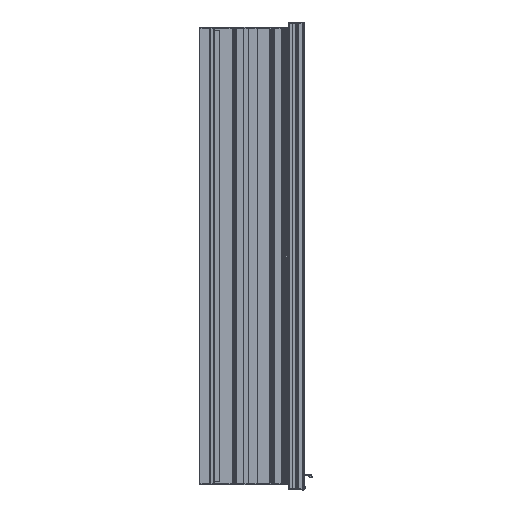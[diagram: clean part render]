
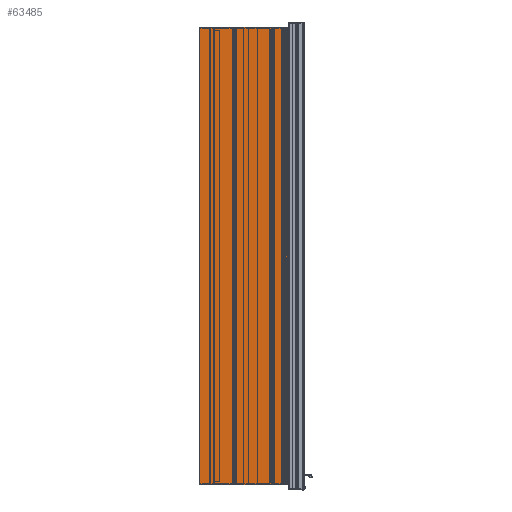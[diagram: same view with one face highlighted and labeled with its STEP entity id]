
A CAD part, left-side view. The second image highlights one B-rep face of the part: STEP entity #63485.
In plain terms, the highlighted planar face has unit normal (-1, 0, 0).
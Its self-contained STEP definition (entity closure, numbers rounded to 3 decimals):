
#4698=FACE_OUTER_BOUND('',#8252,.T.);
#8252=EDGE_LOOP('',(#46399,#46400,#46401,#46402));
#12586=LINE('',#98004,#18825);
#12775=LINE('',#98663,#19014);
#12776=LINE('',#98666,#19015);
#12777=LINE('',#98667,#19016);
#18825=VECTOR('',#77829,141.5);
#19014=VECTOR('',#78448,733.);
#19015=VECTOR('',#78451,141.5);
#19016=VECTOR('',#78452,733.);
#26955=VERTEX_POINT('',#98001);
#26956=VERTEX_POINT('',#98003);
#27211=VERTEX_POINT('',#98661);
#27212=VERTEX_POINT('',#98665);
#34045=EDGE_CURVE('',#26955,#26956,#12586,.T.);
#34375=EDGE_CURVE('',#26955,#27211,#12775,.T.);
#34376=EDGE_CURVE('',#27211,#27212,#12776,.T.);
#34377=EDGE_CURVE('',#26956,#27212,#12777,.T.);
#46399=ORIENTED_EDGE('',*,*,#34045,.F.);
#46400=ORIENTED_EDGE('',*,*,#34375,.T.);
#46401=ORIENTED_EDGE('',*,*,#34376,.T.);
#46402=ORIENTED_EDGE('',*,*,#34377,.F.);
#61371=PLANE('',#68076);
#63485=ADVANCED_FACE('',(#4698),#61371,.F.);
#68076=AXIS2_PLACEMENT_3D('',#98664,#78449,#78450);
#77829=DIRECTION('',(0.,1.,0.));
#78448=DIRECTION('',(0.,0.,1.));
#78449=DIRECTION('center_axis',(1.,0.,0.));
#78450=DIRECTION('ref_axis',(0.,1.,0.));
#78451=DIRECTION('',(0.,1.,0.));
#78452=DIRECTION('',(0.,0.,1.));
#98001=CARTESIAN_POINT('',(8.5,25.7,8.5));
#98003=CARTESIAN_POINT('',(8.5,167.2,8.5));
#98004=CARTESIAN_POINT('',(8.5,54.725,8.5));
#98661=CARTESIAN_POINT('',(8.5,25.7,741.5));
#98663=CARTESIAN_POINT('',(8.5,25.7,0.));
#98664=CARTESIAN_POINT('Origin',(8.5,25.7,0.));
#98665=CARTESIAN_POINT('',(8.5,167.2,741.5));
#98666=CARTESIAN_POINT('',(8.5,54.725,741.5));
#98667=CARTESIAN_POINT('',(8.5,167.2,0.));
